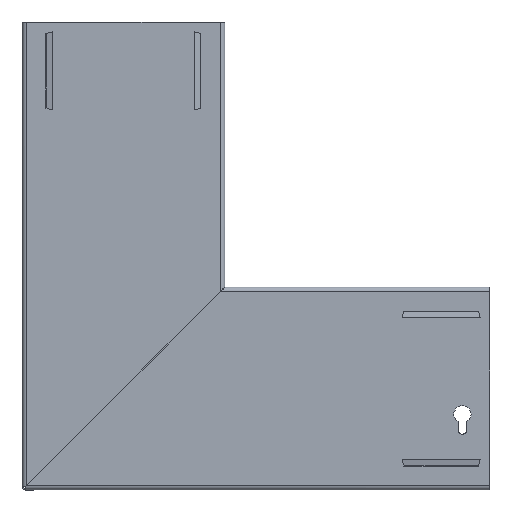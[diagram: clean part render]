
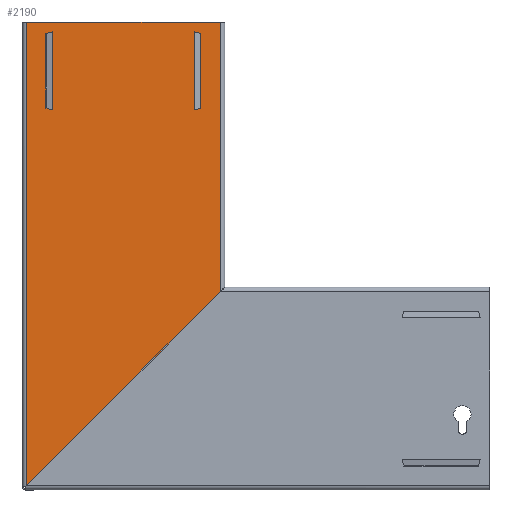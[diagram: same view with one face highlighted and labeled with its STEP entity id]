
A CAD part, left-side view. The second image highlights one B-rep face of the part: STEP entity #2190.
In plain terms, the highlighted planar face has unit normal (-1, 0, 0).
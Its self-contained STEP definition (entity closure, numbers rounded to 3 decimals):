
#162 = DIRECTION ( 'NONE',  ( 0., 0.97, -0.243 ) ) ;
#303 = CARTESIAN_POINT ( 'NONE',  ( 0., 52., 298.9 ) ) ;
#352 = LINE ( 'NONE', #5433, #2186 ) ;
#423 = VECTOR ( 'NONE', #2346, 1000. ) ;
#480 = EDGE_CURVE ( 'NONE', #1909, #6959, #8459, .T. ) ;
#652 = LINE ( 'NONE', #7857, #423 ) ;
#691 = CARTESIAN_POINT ( 'NONE',  ( 0., -59.64, 291.65 ) ) ;
#711 = EDGE_CURVE ( 'NONE', #5255, #9114, #5887, .T. ) ;
#770 = EDGE_CURVE ( 'NONE', #2033, #1909, #9863, .T. ) ;
#774 = EDGE_CURVE ( 'NONE', #10140, #3375, #954, .T. ) ;
#954 = LINE ( 'NONE', #7201, #9112 ) ;
#1006 = VERTEX_POINT ( 'NONE', #4369 ) ;
#1073 = CARTESIAN_POINT ( 'NONE',  ( 0., -72., 298.9 ) ) ;
#1298 = VECTOR ( 'NONE', #4344, 1000. ) ;
#1691 = VERTEX_POINT ( 'NONE', #8223 ) ;
#1742 = EDGE_CURVE ( 'NONE', #7781, #2033, #7086, .T. ) ;
#1909 = VERTEX_POINT ( 'NONE', #8564 ) ;
#2033 = VERTEX_POINT ( 'NONE', #6345 ) ;
#2173 = ORIENTED_EDGE ( 'NONE', *, *, #770, .F. ) ;
#2186 = VECTOR ( 'NONE', #3917, 1000. ) ;
#2190 = ADVANCED_FACE ( 'NONE', ( #7748, #5665, #9639 ), #8206, .T. ) ;
#2301 = EDGE_CURVE ( 'NONE', #7781, #6959, #6759, .T. ) ;
#2346 = DIRECTION ( 'NONE',  ( 0., 0., -1. ) ) ;
#2414 = CARTESIAN_POINT ( 'NONE',  ( 0., -59.64, 292.65 ) ) ;
#2508 = EDGE_CURVE ( 'NONE', #6301, #3375, #7381, .T. ) ;
#2535 = CARTESIAN_POINT ( 'NONE',  ( 0., 52., 298.9 ) ) ;
#2682 = DIRECTION ( 'NONE',  ( 0., 1., 0. ) ) ;
#2960 = EDGE_LOOP ( 'NONE', ( #6593, #8292, #9825, #7113 ) ) ;
#3096 = DIRECTION ( 'NONE',  ( 0., 0., -1. ) ) ;
#3215 = CARTESIAN_POINT ( 'NONE',  ( 0., 35.64, 242.65 ) ) ;
#3375 = VERTEX_POINT ( 'NONE', #4690 ) ;
#3402 = EDGE_CURVE ( 'NONE', #1006, #9114, #352, .T. ) ;
#3697 = CARTESIAN_POINT ( 'NONE',  ( 0., 39.64, 242.65 ) ) ;
#3715 = ORIENTED_EDGE ( 'NONE', *, *, #711, .T. ) ;
#3737 = LINE ( 'NONE', #8297, #5833 ) ;
#3917 = DIRECTION ( 'NONE',  ( 0., 0.707, -0.707 ) ) ;
#3991 = CARTESIAN_POINT ( 'NONE',  ( 0., -55.64, 292.65 ) ) ;
#4045 = DIRECTION ( 'NONE',  ( 0., 0., 1. ) ) ;
#4228 = AXIS2_PLACEMENT_3D ( 'NONE', #4303, #9824, #5082 ) ;
#4260 = VECTOR ( 'NONE', #4801, 1000. ) ;
#4303 = CARTESIAN_POINT ( 'NONE',  ( 0., -72., 298.9 ) ) ;
#4344 = DIRECTION ( 'NONE',  ( 0., -0.97, -0.243 ) ) ;
#4369 = CARTESIAN_POINT ( 'NONE',  ( 0., -72., 126.001 ) ) ;
#4566 = ORIENTED_EDGE ( 'NONE', *, *, #1742, .F. ) ;
#4690 = CARTESIAN_POINT ( 'NONE',  ( 0., -59.64, 243.65 ) ) ;
#4705 = CARTESIAN_POINT ( 'NONE',  ( 0., 39.64, 243.65 ) ) ;
#4801 = DIRECTION ( 'NONE',  ( 0., 0., -1. ) ) ;
#4884 = CARTESIAN_POINT ( 'NONE',  ( 0., 39.64, 291.65 ) ) ;
#5082 = DIRECTION ( 'NONE',  ( 0., 0., 1. ) ) ;
#5153 = VECTOR ( 'NONE', #4045, 1000. ) ;
#5255 = VERTEX_POINT ( 'NONE', #303 ) ;
#5264 = EDGE_CURVE ( 'NONE', #7985, #5255, #9378, .T. ) ;
#5433 = CARTESIAN_POINT ( 'NONE',  ( 0., -158.45, 212.45 ) ) ;
#5552 = CARTESIAN_POINT ( 'NONE',  ( 0., -55.64, 242.65 ) ) ;
#5665 = FACE_BOUND ( 'NONE', #9243, .T. ) ;
#5736 = ORIENTED_EDGE ( 'NONE', *, *, #3402, .F. ) ;
#5833 = VECTOR ( 'NONE', #6715, 1000. ) ;
#5887 = LINE ( 'NONE', #2535, #7729 ) ;
#6301 = VERTEX_POINT ( 'NONE', #691 ) ;
#6345 = CARTESIAN_POINT ( 'NONE',  ( 0., 35.64, 242.65 ) ) ;
#6480 = ORIENTED_EDGE ( 'NONE', *, *, #10098, .F. ) ;
#6588 = CARTESIAN_POINT ( 'NONE',  ( 0., -72., 298.9 ) ) ;
#6589 = LINE ( 'NONE', #3991, #4260 ) ;
#6593 = ORIENTED_EDGE ( 'NONE', *, *, #774, .F. ) ;
#6715 = DIRECTION ( 'NONE',  ( 0., 0.97, 0.243 ) ) ;
#6759 = LINE ( 'NONE', #3697, #9131 ) ;
#6795 = CARTESIAN_POINT ( 'NONE',  ( 0., 39.64, 291.65 ) ) ;
#6959 = VERTEX_POINT ( 'NONE', #4884 ) ;
#7086 = LINE ( 'NONE', #9882, #1298 ) ;
#7113 = ORIENTED_EDGE ( 'NONE', *, *, #2508, .T. ) ;
#7201 = CARTESIAN_POINT ( 'NONE',  ( 0., -59.64, 243.65 ) ) ;
#7244 = ORIENTED_EDGE ( 'NONE', *, *, #480, .F. ) ;
#7254 = VECTOR ( 'NONE', #2682, 1000. ) ;
#7381 = LINE ( 'NONE', #2414, #7619 ) ;
#7476 = EDGE_LOOP ( 'NONE', ( #3715, #5736, #6480, #7928 ) ) ;
#7619 = VECTOR ( 'NONE', #7924, 1000. ) ;
#7712 = VECTOR ( 'NONE', #162, 1000. ) ;
#7729 = VECTOR ( 'NONE', #3096, 1000. ) ;
#7748 = FACE_BOUND ( 'NONE', #2960, .T. ) ;
#7754 = ORIENTED_EDGE ( 'NONE', *, *, #2301, .T. ) ;
#7781 = VERTEX_POINT ( 'NONE', #4705 ) ;
#7857 = CARTESIAN_POINT ( 'NONE',  ( 0., -72., 298.9 ) ) ;
#7924 = DIRECTION ( 'NONE',  ( 0., 0., -1. ) ) ;
#7928 = ORIENTED_EDGE ( 'NONE', *, *, #5264, .T. ) ;
#7985 = VERTEX_POINT ( 'NONE', #1073 ) ;
#8206 = PLANE ( 'NONE',  #4228 ) ;
#8223 = CARTESIAN_POINT ( 'NONE',  ( 0., -55.64, 292.65 ) ) ;
#8292 = ORIENTED_EDGE ( 'NONE', *, *, #8641, .F. ) ;
#8297 = CARTESIAN_POINT ( 'NONE',  ( 0., -59.64, 291.65 ) ) ;
#8459 = LINE ( 'NONE', #6795, #7712 ) ;
#8564 = CARTESIAN_POINT ( 'NONE',  ( 0., 35.64, 292.65 ) ) ;
#8641 = EDGE_CURVE ( 'NONE', #1691, #10140, #6589, .T. ) ;
#8735 = DIRECTION ( 'NONE',  ( 0., -0.97, 0.243 ) ) ;
#9112 = VECTOR ( 'NONE', #8735, 1000. ) ;
#9114 = VERTEX_POINT ( 'NONE', #9400 ) ;
#9131 = VECTOR ( 'NONE', #9239, 1000. ) ;
#9239 = DIRECTION ( 'NONE',  ( 0., 0., 1. ) ) ;
#9243 = EDGE_LOOP ( 'NONE', ( #7244, #2173, #4566, #7754 ) ) ;
#9378 = LINE ( 'NONE', #6588, #7254 ) ;
#9400 = CARTESIAN_POINT ( 'NONE',  ( 0., 52., 2.001 ) ) ;
#9639 = FACE_OUTER_BOUND ( 'NONE', #7476, .T. ) ;
#9824 = DIRECTION ( 'NONE',  ( -1., 0., 0. ) ) ;
#9825 = ORIENTED_EDGE ( 'NONE', *, *, #9885, .F. ) ;
#9863 = LINE ( 'NONE', #3215, #5153 ) ;
#9882 = CARTESIAN_POINT ( 'NONE',  ( 0., 39.64, 243.65 ) ) ;
#9885 = EDGE_CURVE ( 'NONE', #6301, #1691, #3737, .T. ) ;
#10098 = EDGE_CURVE ( 'NONE', #7985, #1006, #652, .T. ) ;
#10140 = VERTEX_POINT ( 'NONE', #5552 ) ;
